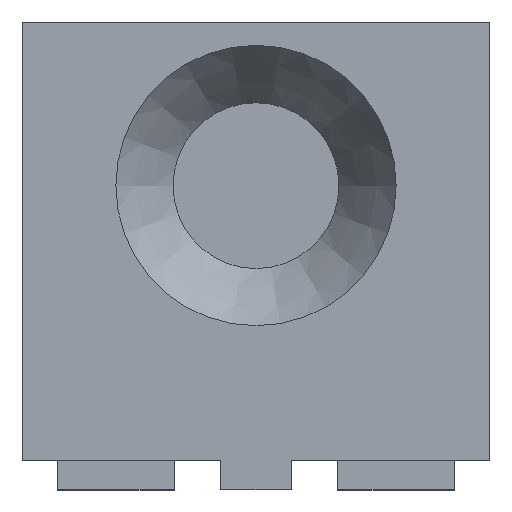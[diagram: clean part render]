
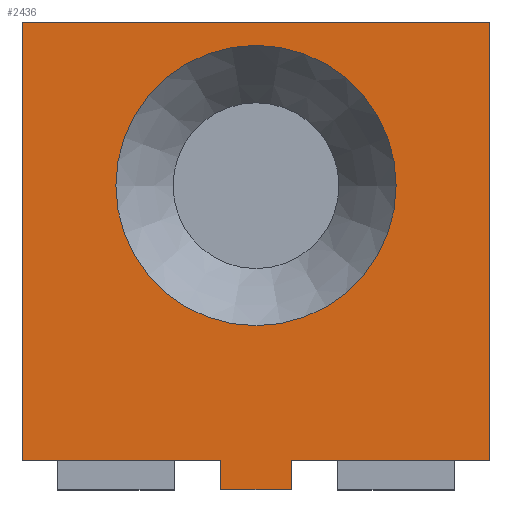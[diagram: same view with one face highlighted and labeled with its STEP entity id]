
A CAD part, top view. The second image highlights one B-rep face of the part: STEP entity #2436.
In plain terms, the highlighted planar face has unit normal (0, 0, 1).
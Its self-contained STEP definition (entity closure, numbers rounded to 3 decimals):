
#2037 = VERTEX_POINT('',#2038);
#2038 = CARTESIAN_POINT('',(-2.,2.,0.75));
#2045 = PLANE('',#2046);
#2046 = AXIS2_PLACEMENT_3D('',#2047,#2048,#2049);
#2047 = CARTESIAN_POINT('',(-2.,2.,0.));
#2048 = DIRECTION('',(0.,1.,0.));
#2049 = DIRECTION('',(1.,0.,0.));
#2057 = PLANE('',#2058);
#2058 = AXIS2_PLACEMENT_3D('',#2059,#2060,#2061);
#2059 = CARTESIAN_POINT('',(-2.,-2.,0.));
#2060 = DIRECTION('',(-1.,0.,0.));
#2061 = DIRECTION('',(0.,1.,0.));
#2069 = EDGE_CURVE('',#2037,#2070,#2072,.T.);
#2070 = VERTEX_POINT('',#2071);
#2071 = CARTESIAN_POINT('',(2.,2.,0.75));
#2072 = SURFACE_CURVE('',#2073,(#2077,#2084),.PCURVE_S1.);
#2073 = LINE('',#2074,#2075);
#2074 = CARTESIAN_POINT('',(-2.,2.,0.75));
#2075 = VECTOR('',#2076,1.);
#2076 = DIRECTION('',(1.,0.,0.));
#2077 = PCURVE('',#2045,#2078);
#2078 = DEFINITIONAL_REPRESENTATION('',(#2079),#2083);
#2079 = LINE('',#2080,#2081);
#2080 = CARTESIAN_POINT('',(0.,-0.75));
#2081 = VECTOR('',#2082,1.);
#2082 = DIRECTION('',(1.,0.));
#2083 = ( GEOMETRIC_REPRESENTATION_CONTEXT(2) 
PARAMETRIC_REPRESENTATION_CONTEXT() REPRESENTATION_CONTEXT('2D SPACE',''
  ) );
#2084 = PCURVE('',#2085,#2090);
#2085 = PLANE('',#2086);
#2086 = AXIS2_PLACEMENT_3D('',#2087,#2088,#2089);
#2087 = CARTESIAN_POINT('',(0.,0.,0.75));
#2088 = DIRECTION('',(0.,0.,1.));
#2089 = DIRECTION('',(1.,0.,-0.));
#2090 = DEFINITIONAL_REPRESENTATION('',(#2091),#2095);
#2091 = LINE('',#2092,#2093);
#2092 = CARTESIAN_POINT('',(-2.,2.));
#2093 = VECTOR('',#2094,1.);
#2094 = DIRECTION('',(1.,0.));
#2095 = ( GEOMETRIC_REPRESENTATION_CONTEXT(2) 
PARAMETRIC_REPRESENTATION_CONTEXT() REPRESENTATION_CONTEXT('2D SPACE',''
  ) );
#2113 = PLANE('',#2114);
#2114 = AXIS2_PLACEMENT_3D('',#2115,#2116,#2117);
#2115 = CARTESIAN_POINT('',(2.,2.,0.));
#2116 = DIRECTION('',(1.,0.,0.));
#2117 = DIRECTION('',(0.,-1.,0.));
#2178 = VERTEX_POINT('',#2179);
#2179 = CARTESIAN_POINT('',(-2.,-1.75,0.75));
#2193 = PLANE('',#2194);
#2194 = AXIS2_PLACEMENT_3D('',#2195,#2196,#2197);
#2195 = CARTESIAN_POINT('',(-2.,-1.75,0.75));
#2196 = DIRECTION('',(0.,-1.,0.));
#2197 = DIRECTION('',(1.,0.,0.));
#2205 = EDGE_CURVE('',#2178,#2037,#2206,.T.);
#2206 = SURFACE_CURVE('',#2207,(#2211,#2218),.PCURVE_S1.);
#2207 = LINE('',#2208,#2209);
#2208 = CARTESIAN_POINT('',(-2.,-2.,0.75));
#2209 = VECTOR('',#2210,1.);
#2210 = DIRECTION('',(0.,1.,0.));
#2211 = PCURVE('',#2057,#2212);
#2212 = DEFINITIONAL_REPRESENTATION('',(#2213),#2217);
#2213 = LINE('',#2214,#2215);
#2214 = CARTESIAN_POINT('',(0.,-0.75));
#2215 = VECTOR('',#2216,1.);
#2216 = DIRECTION('',(1.,0.));
#2217 = ( GEOMETRIC_REPRESENTATION_CONTEXT(2) 
PARAMETRIC_REPRESENTATION_CONTEXT() REPRESENTATION_CONTEXT('2D SPACE',''
  ) );
#2218 = PCURVE('',#2085,#2219);
#2219 = DEFINITIONAL_REPRESENTATION('',(#2220),#2224);
#2220 = LINE('',#2221,#2222);
#2221 = CARTESIAN_POINT('',(-2.,-2.));
#2222 = VECTOR('',#2223,1.);
#2223 = DIRECTION('',(0.,1.));
#2224 = ( GEOMETRIC_REPRESENTATION_CONTEXT(2) 
PARAMETRIC_REPRESENTATION_CONTEXT() REPRESENTATION_CONTEXT('2D SPACE',''
  ) );
#2254 = EDGE_CURVE('',#2070,#2255,#2257,.T.);
#2255 = VERTEX_POINT('',#2256);
#2256 = CARTESIAN_POINT('',(2.,-1.75,0.75));
#2257 = SURFACE_CURVE('',#2258,(#2262,#2269),.PCURVE_S1.);
#2258 = LINE('',#2259,#2260);
#2259 = CARTESIAN_POINT('',(2.,2.,0.75));
#2260 = VECTOR('',#2261,1.);
#2261 = DIRECTION('',(0.,-1.,0.));
#2262 = PCURVE('',#2113,#2263);
#2263 = DEFINITIONAL_REPRESENTATION('',(#2264),#2268);
#2264 = LINE('',#2265,#2266);
#2265 = CARTESIAN_POINT('',(0.,-0.75));
#2266 = VECTOR('',#2267,1.);
#2267 = DIRECTION('',(1.,0.));
#2268 = ( GEOMETRIC_REPRESENTATION_CONTEXT(2) 
PARAMETRIC_REPRESENTATION_CONTEXT() REPRESENTATION_CONTEXT('2D SPACE',''
  ) );
#2269 = PCURVE('',#2085,#2270);
#2270 = DEFINITIONAL_REPRESENTATION('',(#2271),#2275);
#2271 = LINE('',#2272,#2273);
#2272 = CARTESIAN_POINT('',(2.,2.));
#2273 = VECTOR('',#2274,1.);
#2274 = DIRECTION('',(0.,-1.));
#2275 = ( GEOMETRIC_REPRESENTATION_CONTEXT(2) 
PARAMETRIC_REPRESENTATION_CONTEXT() REPRESENTATION_CONTEXT('2D SPACE',''
  ) );
#2291 = PLANE('',#2292);
#2292 = AXIS2_PLACEMENT_3D('',#2293,#2294,#2295);
#2293 = CARTESIAN_POINT('',(0.3,-1.75,0.75));
#2294 = DIRECTION('',(0.,-1.,0.));
#2295 = DIRECTION('',(1.,0.,0.));
#2347 = PLANE('',#2348);
#2348 = AXIS2_PLACEMENT_3D('',#2349,#2350,#2351);
#2349 = CARTESIAN_POINT('',(-0.3,-1.75,0.75));
#2350 = DIRECTION('',(-1.,0.,0.));
#2351 = DIRECTION('',(0.,-1.,0.));
#2375 = PLANE('',#2376);
#2376 = AXIS2_PLACEMENT_3D('',#2377,#2378,#2379);
#2377 = CARTESIAN_POINT('',(2.,-2.,0.));
#2378 = DIRECTION('',(0.,-1.,0.));
#2379 = DIRECTION('',(-1.,0.,0.));
#2403 = PLANE('',#2404);
#2404 = AXIS2_PLACEMENT_3D('',#2405,#2406,#2407);
#2405 = CARTESIAN_POINT('',(0.3,-2.,0.75));
#2406 = DIRECTION('',(1.,0.,0.));
#2407 = DIRECTION('',(-0.,1.,0.));
#2436 = ADVANCED_FACE('',(#2437,#2555),#2085,.T.);
#2437 = FACE_BOUND('',#2438,.T.);
#2438 = EDGE_LOOP('',(#2439,#2440,#2441,#2464,#2487,#2510,#2533,#2554));
#2439 = ORIENTED_EDGE('',*,*,#2069,.F.);
#2440 = ORIENTED_EDGE('',*,*,#2205,.F.);
#2441 = ORIENTED_EDGE('',*,*,#2442,.T.);
#2442 = EDGE_CURVE('',#2178,#2443,#2445,.T.);
#2443 = VERTEX_POINT('',#2444);
#2444 = CARTESIAN_POINT('',(-0.3,-1.75,0.75));
#2445 = SURFACE_CURVE('',#2446,(#2450,#2457),.PCURVE_S1.);
#2446 = LINE('',#2447,#2448);
#2447 = CARTESIAN_POINT('',(-2.,-1.75,0.75));
#2448 = VECTOR('',#2449,1.);
#2449 = DIRECTION('',(1.,0.,0.));
#2450 = PCURVE('',#2085,#2451);
#2451 = DEFINITIONAL_REPRESENTATION('',(#2452),#2456);
#2452 = LINE('',#2453,#2454);
#2453 = CARTESIAN_POINT('',(-2.,-1.75));
#2454 = VECTOR('',#2455,1.);
#2455 = DIRECTION('',(1.,0.));
#2456 = ( GEOMETRIC_REPRESENTATION_CONTEXT(2) 
PARAMETRIC_REPRESENTATION_CONTEXT() REPRESENTATION_CONTEXT('2D SPACE',''
  ) );
#2457 = PCURVE('',#2193,#2458);
#2458 = DEFINITIONAL_REPRESENTATION('',(#2459),#2463);
#2459 = LINE('',#2460,#2461);
#2460 = CARTESIAN_POINT('',(0.,0.));
#2461 = VECTOR('',#2462,1.);
#2462 = DIRECTION('',(1.,0.));
#2463 = ( GEOMETRIC_REPRESENTATION_CONTEXT(2) 
PARAMETRIC_REPRESENTATION_CONTEXT() REPRESENTATION_CONTEXT('2D SPACE',''
  ) );
#2464 = ORIENTED_EDGE('',*,*,#2465,.T.);
#2465 = EDGE_CURVE('',#2443,#2466,#2468,.T.);
#2466 = VERTEX_POINT('',#2467);
#2467 = CARTESIAN_POINT('',(-0.3,-2.,0.75));
#2468 = SURFACE_CURVE('',#2469,(#2473,#2480),.PCURVE_S1.);
#2469 = LINE('',#2470,#2471);
#2470 = CARTESIAN_POINT('',(-0.3,-1.75,0.75));
#2471 = VECTOR('',#2472,1.);
#2472 = DIRECTION('',(0.,-1.,0.));
#2473 = PCURVE('',#2085,#2474);
#2474 = DEFINITIONAL_REPRESENTATION('',(#2475),#2479);
#2475 = LINE('',#2476,#2477);
#2476 = CARTESIAN_POINT('',(-0.3,-1.75));
#2477 = VECTOR('',#2478,1.);
#2478 = DIRECTION('',(0.,-1.));
#2479 = ( GEOMETRIC_REPRESENTATION_CONTEXT(2) 
PARAMETRIC_REPRESENTATION_CONTEXT() REPRESENTATION_CONTEXT('2D SPACE',''
  ) );
#2480 = PCURVE('',#2347,#2481);
#2481 = DEFINITIONAL_REPRESENTATION('',(#2482),#2486);
#2482 = LINE('',#2483,#2484);
#2483 = CARTESIAN_POINT('',(0.,0.));
#2484 = VECTOR('',#2485,1.);
#2485 = DIRECTION('',(1.,0.));
#2486 = ( GEOMETRIC_REPRESENTATION_CONTEXT(2) 
PARAMETRIC_REPRESENTATION_CONTEXT() REPRESENTATION_CONTEXT('2D SPACE',''
  ) );
#2487 = ORIENTED_EDGE('',*,*,#2488,.F.);
#2488 = EDGE_CURVE('',#2489,#2466,#2491,.T.);
#2489 = VERTEX_POINT('',#2490);
#2490 = CARTESIAN_POINT('',(0.3,-2.,0.75));
#2491 = SURFACE_CURVE('',#2492,(#2496,#2503),.PCURVE_S1.);
#2492 = LINE('',#2493,#2494);
#2493 = CARTESIAN_POINT('',(2.,-2.,0.75));
#2494 = VECTOR('',#2495,1.);
#2495 = DIRECTION('',(-1.,0.,0.));
#2496 = PCURVE('',#2085,#2497);
#2497 = DEFINITIONAL_REPRESENTATION('',(#2498),#2502);
#2498 = LINE('',#2499,#2500);
#2499 = CARTESIAN_POINT('',(2.,-2.));
#2500 = VECTOR('',#2501,1.);
#2501 = DIRECTION('',(-1.,0.));
#2502 = ( GEOMETRIC_REPRESENTATION_CONTEXT(2) 
PARAMETRIC_REPRESENTATION_CONTEXT() REPRESENTATION_CONTEXT('2D SPACE',''
  ) );
#2503 = PCURVE('',#2375,#2504);
#2504 = DEFINITIONAL_REPRESENTATION('',(#2505),#2509);
#2505 = LINE('',#2506,#2507);
#2506 = CARTESIAN_POINT('',(0.,-0.75));
#2507 = VECTOR('',#2508,1.);
#2508 = DIRECTION('',(1.,0.));
#2509 = ( GEOMETRIC_REPRESENTATION_CONTEXT(2) 
PARAMETRIC_REPRESENTATION_CONTEXT() REPRESENTATION_CONTEXT('2D SPACE',''
  ) );
#2510 = ORIENTED_EDGE('',*,*,#2511,.T.);
#2511 = EDGE_CURVE('',#2489,#2512,#2514,.T.);
#2512 = VERTEX_POINT('',#2513);
#2513 = CARTESIAN_POINT('',(0.3,-1.75,0.75));
#2514 = SURFACE_CURVE('',#2515,(#2519,#2526),.PCURVE_S1.);
#2515 = LINE('',#2516,#2517);
#2516 = CARTESIAN_POINT('',(0.3,-2.,0.75));
#2517 = VECTOR('',#2518,1.);
#2518 = DIRECTION('',(0.,1.,0.));
#2519 = PCURVE('',#2085,#2520);
#2520 = DEFINITIONAL_REPRESENTATION('',(#2521),#2525);
#2521 = LINE('',#2522,#2523);
#2522 = CARTESIAN_POINT('',(0.3,-2.));
#2523 = VECTOR('',#2524,1.);
#2524 = DIRECTION('',(0.,1.));
#2525 = ( GEOMETRIC_REPRESENTATION_CONTEXT(2) 
PARAMETRIC_REPRESENTATION_CONTEXT() REPRESENTATION_CONTEXT('2D SPACE',''
  ) );
#2526 = PCURVE('',#2403,#2527);
#2527 = DEFINITIONAL_REPRESENTATION('',(#2528),#2532);
#2528 = LINE('',#2529,#2530);
#2529 = CARTESIAN_POINT('',(0.,0.));
#2530 = VECTOR('',#2531,1.);
#2531 = DIRECTION('',(1.,0.));
#2532 = ( GEOMETRIC_REPRESENTATION_CONTEXT(2) 
PARAMETRIC_REPRESENTATION_CONTEXT() REPRESENTATION_CONTEXT('2D SPACE',''
  ) );
#2533 = ORIENTED_EDGE('',*,*,#2534,.T.);
#2534 = EDGE_CURVE('',#2512,#2255,#2535,.T.);
#2535 = SURFACE_CURVE('',#2536,(#2540,#2547),.PCURVE_S1.);
#2536 = LINE('',#2537,#2538);
#2537 = CARTESIAN_POINT('',(0.3,-1.75,0.75));
#2538 = VECTOR('',#2539,1.);
#2539 = DIRECTION('',(1.,0.,0.));
#2540 = PCURVE('',#2085,#2541);
#2541 = DEFINITIONAL_REPRESENTATION('',(#2542),#2546);
#2542 = LINE('',#2543,#2544);
#2543 = CARTESIAN_POINT('',(0.3,-1.75));
#2544 = VECTOR('',#2545,1.);
#2545 = DIRECTION('',(1.,0.));
#2546 = ( GEOMETRIC_REPRESENTATION_CONTEXT(2) 
PARAMETRIC_REPRESENTATION_CONTEXT() REPRESENTATION_CONTEXT('2D SPACE',''
  ) );
#2547 = PCURVE('',#2291,#2548);
#2548 = DEFINITIONAL_REPRESENTATION('',(#2549),#2553);
#2549 = LINE('',#2550,#2551);
#2550 = CARTESIAN_POINT('',(0.,0.));
#2551 = VECTOR('',#2552,1.);
#2552 = DIRECTION('',(1.,0.));
#2553 = ( GEOMETRIC_REPRESENTATION_CONTEXT(2) 
PARAMETRIC_REPRESENTATION_CONTEXT() REPRESENTATION_CONTEXT('2D SPACE',''
  ) );
#2554 = ORIENTED_EDGE('',*,*,#2254,.F.);
#2555 = FACE_BOUND('',#2556,.T.);
#2556 = EDGE_LOOP('',(#2557));
#2557 = ORIENTED_EDGE('',*,*,#2558,.F.);
#2558 = EDGE_CURVE('',#2559,#2559,#2561,.T.);
#2559 = VERTEX_POINT('',#2560);
#2560 = CARTESIAN_POINT('',(1.2,0.6,0.75));
#2561 = SURFACE_CURVE('',#2562,(#2567,#2574),.PCURVE_S1.);
#2562 = CIRCLE('',#2563,1.2);
#2563 = AXIS2_PLACEMENT_3D('',#2564,#2565,#2566);
#2564 = CARTESIAN_POINT('',(0.,0.6,0.75));
#2565 = DIRECTION('',(0.,0.,1.));
#2566 = DIRECTION('',(1.,0.,-0.));
#2567 = PCURVE('',#2085,#2568);
#2568 = DEFINITIONAL_REPRESENTATION('',(#2569),#2573);
#2569 = CIRCLE('',#2570,1.2);
#2570 = AXIS2_PLACEMENT_2D('',#2571,#2572);
#2571 = CARTESIAN_POINT('',(0.,0.6));
#2572 = DIRECTION('',(1.,0.));
#2573 = ( GEOMETRIC_REPRESENTATION_CONTEXT(2) 
PARAMETRIC_REPRESENTATION_CONTEXT() REPRESENTATION_CONTEXT('2D SPACE',''
  ) );
#2574 = PCURVE('',#2575,#2580);
#2575 = CONICAL_SURFACE('',#2576,1.2,0.611);
#2576 = AXIS2_PLACEMENT_3D('',#2577,#2578,#2579);
#2577 = CARTESIAN_POINT('',(0.,0.6,0.75));
#2578 = DIRECTION('',(0.,0.,1.));
#2579 = DIRECTION('',(1.,0.,-0.));
#2580 = DEFINITIONAL_REPRESENTATION('',(#2581),#2585);
#2581 = LINE('',#2582,#2583);
#2582 = CARTESIAN_POINT('',(0.,-0.));
#2583 = VECTOR('',#2584,1.);
#2584 = DIRECTION('',(1.,-0.));
#2585 = ( GEOMETRIC_REPRESENTATION_CONTEXT(2) 
PARAMETRIC_REPRESENTATION_CONTEXT() REPRESENTATION_CONTEXT('2D SPACE',''
  ) );
